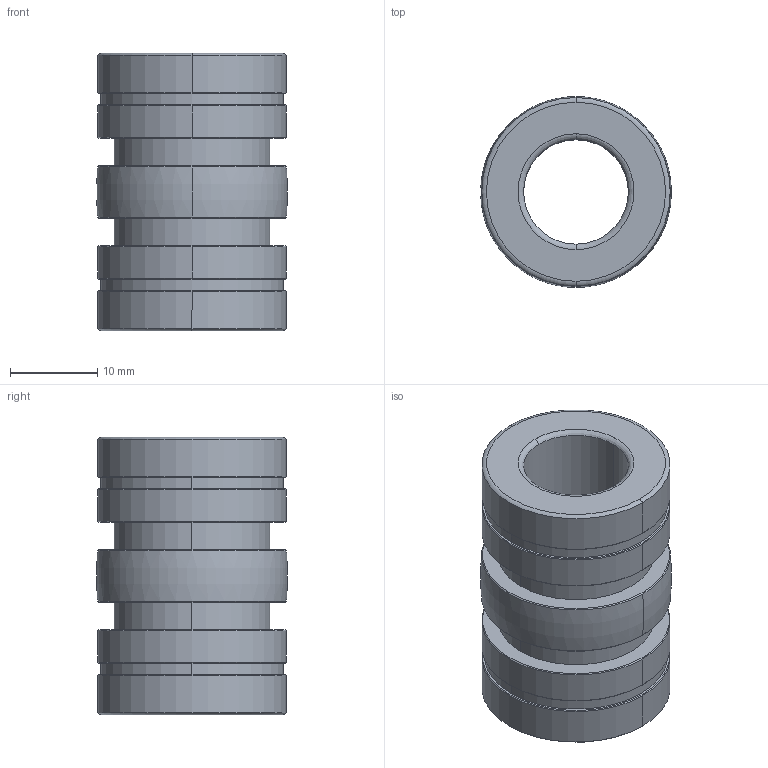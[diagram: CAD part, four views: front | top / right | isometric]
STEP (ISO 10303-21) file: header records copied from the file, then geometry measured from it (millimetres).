
FILE_DESCRIPTION (( 'STEP AP214' ), '1' );
FILE_NAME ('PlainBearing_31AD82F50B.step', '2022-02-23T10:40:40', ( '' ), ( '' ), 'SwSTEP 2.0', 'SolidWorks 2019', '' );
FILE_SCHEMA (( 'AUTOMOTIVE_DESIGN' ));
Length unit declared in the file: inch
Products named in the file (3): PlainBearing_31AD82F50B; hgwCoU7vZ4_CADModel_0
Assembly tree (1 placements, depth 2):
  PlainBearing_31AD82F50B
    hgwCoU7vZ4_CADModel_0
  hgwCoU7vZ4_CADModel_0
Bounding box: 21.89 x 21.92 x 31.87 mm (x, y, z)
Volume: 7341 mm3; surface area: 6958.1 mm2
Topology: 2 solids, 2 shells, 58 faces, 140 edges, 92 vertices
Faces by surface type: cylinder 22, cone 16, plane 10, torus 10
Entity records: 2616 total; most frequent: DIRECTION 368, CARTESIAN_POINT 295, ORIENTED_EDGE 280, AXIS2_PLACEMENT_3D 165, EDGE_CURVE 140, CIRCLE 102, VERTEX_POINT 92, EDGE_LOOP 68
